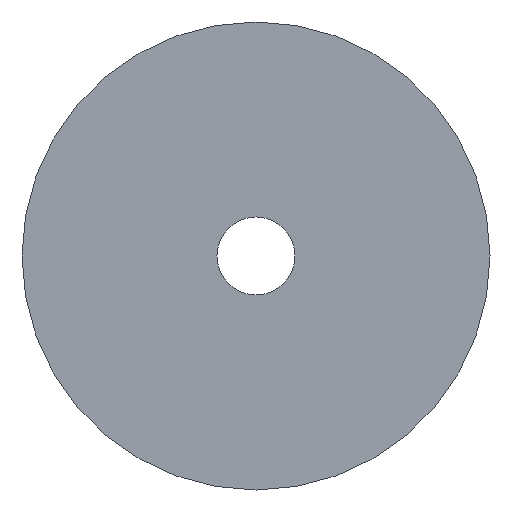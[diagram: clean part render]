
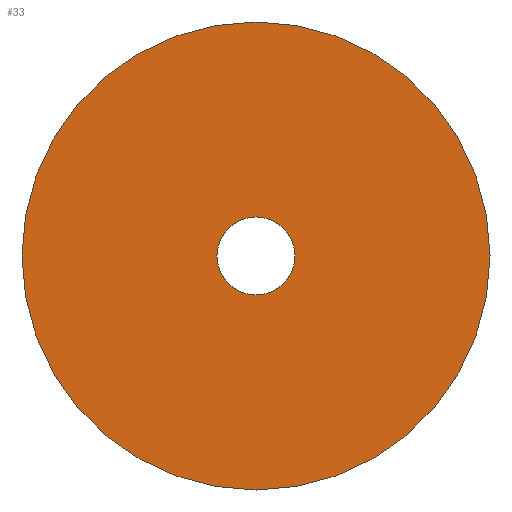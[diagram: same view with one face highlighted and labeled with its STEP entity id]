
A CAD part, front view. The second image highlights one B-rep face of the part: STEP entity #33.
In plain terms, the highlighted planar face has unit normal (0, -1, 0).
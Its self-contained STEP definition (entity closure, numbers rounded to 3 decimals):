
#20 = ORIENTED_EDGE ( 'NONE', *, *, #684, .F. ) ;
#33 = ADVANCED_FACE ( 'NONE', ( #186, #357 ), #708, .F. ) ;
#47 = CIRCLE ( 'NONE', #253, 5. ) ;
#52 = DIRECTION ( 'NONE',  ( 0., 0., -1. ) ) ;
#58 = CIRCLE ( 'NONE', #467, 5. ) ;
#90 = VERTEX_POINT ( 'NONE', #200 ) ;
#124 = CARTESIAN_POINT ( 'NONE',  ( 0., 0., 0. ) ) ;
#126 = AXIS2_PLACEMENT_3D ( 'NONE', #124, #516, #345 ) ;
#158 = EDGE_CURVE ( 'NONE', #667, #90, #58, .T. ) ;
#163 = DIRECTION ( 'NONE',  ( 0., -1., 0. ) ) ;
#168 = CARTESIAN_POINT ( 'NONE',  ( 0., 0., -30. ) ) ;
#186 = FACE_BOUND ( 'NONE', #499, .T. ) ;
#200 = CARTESIAN_POINT ( 'NONE',  ( 0., 0., 5. ) ) ;
#215 = AXIS2_PLACEMENT_3D ( 'NONE', #484, #716, #659 ) ;
#249 = CARTESIAN_POINT ( 'NONE',  ( 0., 0., -5. ) ) ;
#253 = AXIS2_PLACEMENT_3D ( 'NONE', #442, #163, #627 ) ;
#267 = EDGE_LOOP ( 'NONE', ( #520, #20 ) ) ;
#282 = EDGE_CURVE ( 'NONE', #90, #667, #47, .T. ) ;
#318 = CARTESIAN_POINT ( 'NONE',  ( 0., 0., 0. ) ) ;
#332 = VERTEX_POINT ( 'NONE', #514 ) ;
#345 = DIRECTION ( 'NONE',  ( 0., 0., 1. ) ) ;
#357 = FACE_OUTER_BOUND ( 'NONE', #267, .T. ) ;
#404 = CIRCLE ( 'NONE', #126, 30. ) ;
#408 = DIRECTION ( 'NONE',  ( 0., 1., 0. ) ) ;
#415 = DIRECTION ( 'NONE',  ( 0., 0., 1. ) ) ;
#442 = CARTESIAN_POINT ( 'NONE',  ( 0., 0., 0. ) ) ;
#443 = ORIENTED_EDGE ( 'NONE', *, *, #158, .F. ) ;
#467 = AXIS2_PLACEMENT_3D ( 'NONE', #318, #717, #52 ) ;
#484 = CARTESIAN_POINT ( 'NONE',  ( 0., 0., 0. ) ) ;
#499 = EDGE_LOOP ( 'NONE', ( #443, #614 ) ) ;
#514 = CARTESIAN_POINT ( 'NONE',  ( 0., 0., 30. ) ) ;
#516 = DIRECTION ( 'NONE',  ( 0., 1., 0. ) ) ;
#520 = ORIENTED_EDGE ( 'NONE', *, *, #658, .F. ) ;
#575 = CIRCLE ( 'NONE', #215, 30. ) ;
#614 = ORIENTED_EDGE ( 'NONE', *, *, #282, .F. ) ;
#625 = VERTEX_POINT ( 'NONE', #168 ) ;
#627 = DIRECTION ( 'NONE',  ( 0., 0., -1. ) ) ;
#658 = EDGE_CURVE ( 'NONE', #625, #332, #404, .T. ) ;
#659 = DIRECTION ( 'NONE',  ( 0., 0., 1. ) ) ;
#667 = VERTEX_POINT ( 'NONE', #249 ) ;
#684 = EDGE_CURVE ( 'NONE', #332, #625, #575, .T. ) ;
#694 = CARTESIAN_POINT ( 'NONE',  ( 0., 0., 0. ) ) ;
#696 = AXIS2_PLACEMENT_3D ( 'NONE', #694, #408, #415 ) ;
#708 = PLANE ( 'NONE',  #696 ) ;
#716 = DIRECTION ( 'NONE',  ( 0., 1., 0. ) ) ;
#717 = DIRECTION ( 'NONE',  ( 0., -1., 0. ) ) ;
